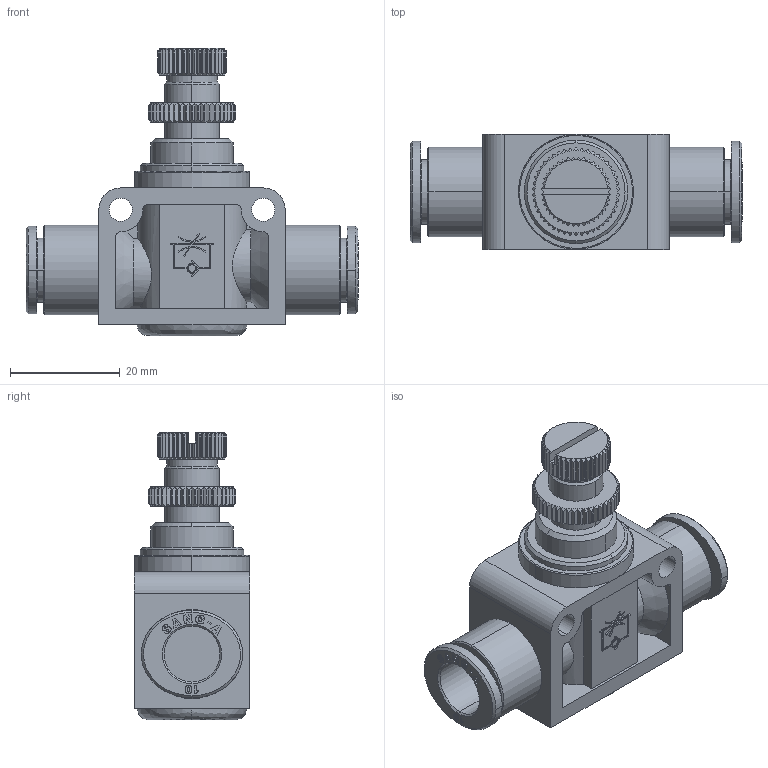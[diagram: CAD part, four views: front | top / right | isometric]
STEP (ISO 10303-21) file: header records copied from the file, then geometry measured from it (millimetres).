
FILE_DESCRIPTION (( 'STEP AP214' ), '1' );
FILE_NAME ('GNSF 10(3D).stp', '2015-09-16T14:05:52', ( '' ), ( '' ), 'SwSTEP 2.0', 'SolidWorks 2015', '' );
FILE_SCHEMA (( 'AUTOMOTIVE_DESIGN' ));
Length unit declared in the file: millimetre
Products named in the file (2): GNSF 10(3D); ｦ+ﾃｦ1_1
Assembly tree (1 placements, depth 2):
  GNSF 10(3D)
    ｦ+ﾃｦ1_1
Bounding box: 60.6 x 21 x 52.5 mm (x, y, z)
Volume: 21489.2 mm3; surface area: 10189.8 mm2
Topology: 1 solids, 1 shells, 1366 faces, 3767 edges, 2446 vertices
Faces by surface type: plane 1013, cylinder 213, cone 118, bspline 22
Entity records: 46423 total; most frequent: CARTESIAN_POINT 11935, ORIENTED_EDGE 7534, DIRECTION 6401, EDGE_CURVE 3767, VECTOR 2797, LINE 2797, VERTEX_POINT 2446, AXIS2_PLACEMENT_3D 1802
